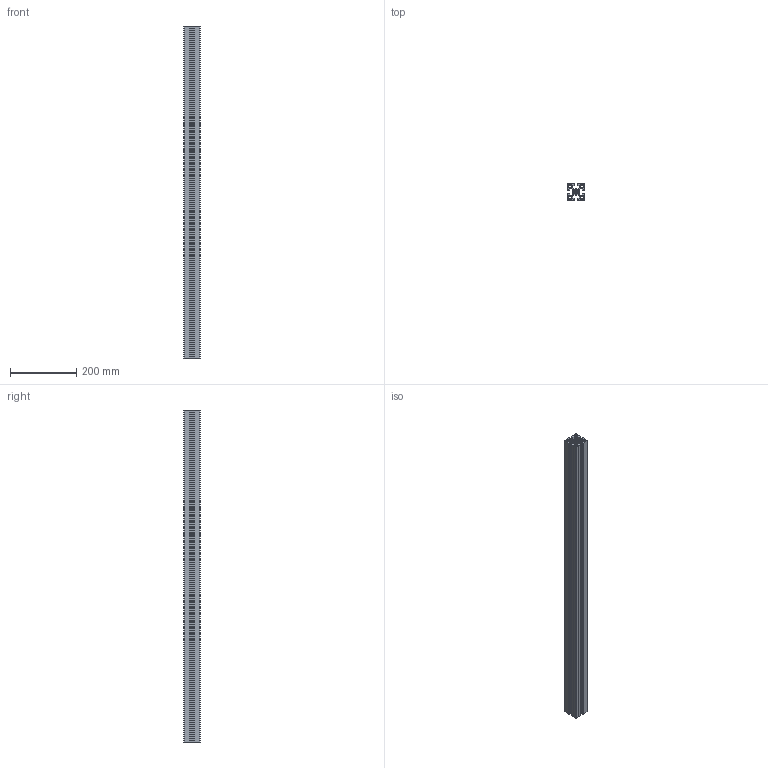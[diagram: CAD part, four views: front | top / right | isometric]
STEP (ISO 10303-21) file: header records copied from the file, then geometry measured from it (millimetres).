
FILE_DESCRIPTION (( 'STEP AP203' ), '1' );
FILE_NAME ('50X50 A.STEP', '2015-04-28T08:59:48', ( 'Kadir' ), ( '' ), 'SwSTEP 2.0', 'SolidWorks 2015', '' );
FILE_SCHEMA (( 'CONFIG_CONTROL_DESIGN' ));
Length unit declared in the file: millimetre
Products named in the file (1): 50X50 A
Bounding box: 50 x 50 x 1000 mm (x, y, z)
Volume: 1001434.4 mm3; surface area: 642101.9 mm2
Topology: 1 solids, 1 shells, 335 faces, 999 edges, 666 vertices
Faces by surface type: plane 170, cylinder 165
Entity records: 11440 total; most frequent: DIRECTION 2001, CARTESIAN_POINT 2001, ORIENTED_EDGE 1998, EDGE_CURVE 999, LINE 669, VECTOR 669, AXIS2_PLACEMENT_3D 666, VERTEX_POINT 666
